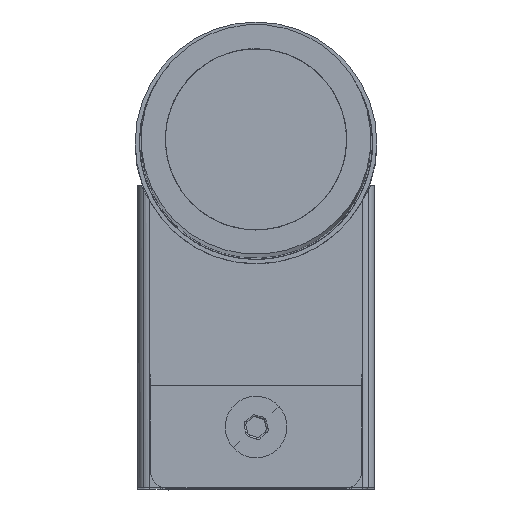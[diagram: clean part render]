
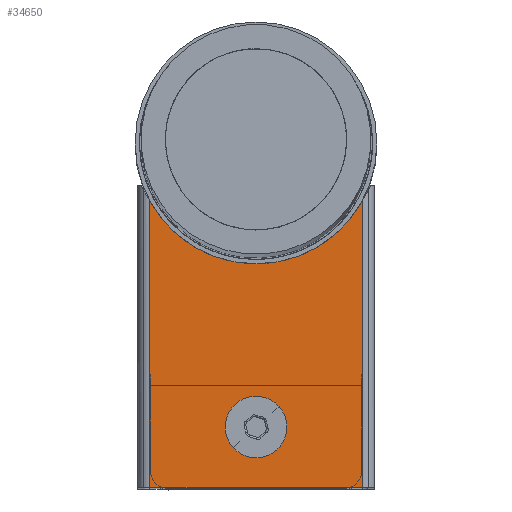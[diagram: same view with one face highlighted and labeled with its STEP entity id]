
A CAD part, top view. The second image highlights one B-rep face of the part: STEP entity #34650.
In plain terms, the highlighted planar face has unit normal (0, 0, 1).
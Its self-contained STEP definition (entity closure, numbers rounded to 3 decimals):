
#633 = EDGE_CURVE ( 'NONE', #71094, #21899, #42675, .T. ) ;
#635 = VERTEX_POINT ( 'NONE', #36161 ) ;
#786 = DIRECTION ( 'NONE',  ( -1., 0., 0. ) ) ;
#3017 = FACE_BOUND ( 'NONE', #17798, .T. ) ;
#3539 = EDGE_CURVE ( 'NONE', #635, #41779, #38397, .T. ) ;
#3607 = LINE ( 'NONE', #51937, #59225 ) ;
#4533 = DIRECTION ( 'NONE',  ( 0., 0., -1. ) ) ;
#6910 = DIRECTION ( 'NONE',  ( 0., 0., -1. ) ) ;
#7662 = CARTESIAN_POINT ( 'NONE',  ( 137.077, 72.927, 118.07 ) ) ;
#8334 = EDGE_CURVE ( 'NONE', #42517, #65203, #3607, .T. ) ;
#9918 = PLANE ( 'NONE',  #12863 ) ;
#10820 = EDGE_LOOP ( 'NONE', ( #25975, #23388, #41666, #68846 ) ) ;
#11729 = ORIENTED_EDGE ( 'NONE', *, *, #19465, .F. ) ;
#12165 = FACE_OUTER_BOUND ( 'NONE', #10820, .T. ) ;
#12232 = CIRCLE ( 'NONE', #33955, 20. ) ;
#12455 = ORIENTED_EDGE ( 'NONE', *, *, #633, .F. ) ;
#12863 = AXIS2_PLACEMENT_3D ( 'NONE', #51400, #4533, #52175 ) ;
#16478 = CARTESIAN_POINT ( 'NONE',  ( 137.09, 25.927, 118.07 ) ) ;
#17798 = EDGE_LOOP ( 'NONE', ( #12455, #11729 ) ) ;
#18498 = DIRECTION ( 'NONE',  ( 1., 0., 0. ) ) ;
#19465 = EDGE_CURVE ( 'NONE', #21899, #71094, #52669, .T. ) ;
#21009 = EDGE_CURVE ( 'NONE', #65203, #41779, #12232, .T. ) ;
#21899 = VERTEX_POINT ( 'NONE', #49042 ) ;
#23175 = DIRECTION ( 'NONE',  ( 0., 1., 0. ) ) ;
#23388 = ORIENTED_EDGE ( 'NONE', *, *, #72135, .F. ) ;
#25655 = VECTOR ( 'NONE', #23175, 1000. ) ;
#25975 = ORIENTED_EDGE ( 'NONE', *, *, #3539, .F. ) ;
#27542 = CARTESIAN_POINT ( 'NONE',  ( 119.523, 63.343, 118.07 ) ) ;
#30894 = AXIS2_PLACEMENT_3D ( 'NONE', #65097, #52463, #31251 ) ;
#31251 = DIRECTION ( 'NONE',  ( 1., 0., 0. ) ) ;
#31703 = DIRECTION ( 'NONE',  ( -1., 0., 0. ) ) ;
#32294 = CARTESIAN_POINT ( 'NONE',  ( 154.649, 15.932, 118.07 ) ) ;
#33955 = AXIS2_PLACEMENT_3D ( 'NONE', #7662, #6910, #786 ) ;
#34650 = ADVANCED_FACE ( 'NONE', ( #3017, #12165 ), #9918, .F. ) ;
#36161 = CARTESIAN_POINT ( 'NONE',  ( 119.536, 15.922, 118.07 ) ) ;
#38397 = LINE ( 'NONE', #47637, #25655 ) ;
#38708 = CARTESIAN_POINT ( 'NONE',  ( 154.637, 63.353, 118.07 ) ) ;
#39919 = DIRECTION ( 'NONE',  ( 0., 0., 1. ) ) ;
#41666 = ORIENTED_EDGE ( 'NONE', *, *, #8334, .T. ) ;
#41779 = VERTEX_POINT ( 'NONE', #27542 ) ;
#42517 = VERTEX_POINT ( 'NONE', #32294 ) ;
#42675 = CIRCLE ( 'NONE', #48945, 2.5 ) ;
#46719 = VECTOR ( 'NONE', #31703, 1000. ) ;
#47637 = CARTESIAN_POINT ( 'NONE',  ( 119.529, 40.922, 118.07 ) ) ;
#48945 = AXIS2_PLACEMENT_3D ( 'NONE', #16478, #39919, #18498 ) ;
#49042 = CARTESIAN_POINT ( 'NONE',  ( 134.59, 25.926, 118.07 ) ) ;
#51400 = CARTESIAN_POINT ( 'NONE',  ( 137.086, 40.927, 118.07 ) ) ;
#51937 = CARTESIAN_POINT ( 'NONE',  ( 154.643, 40.932, 118.07 ) ) ;
#52175 = DIRECTION ( 'NONE',  ( -1., 0., 0. ) ) ;
#52200 = DIRECTION ( 'NONE',  ( 0., 1., 0. ) ) ;
#52463 = DIRECTION ( 'NONE',  ( 0., 0., 1. ) ) ;
#52669 = CIRCLE ( 'NONE', #30894, 2.5 ) ;
#58568 = LINE ( 'NONE', #60710, #46719 ) ;
#59225 = VECTOR ( 'NONE', #52200, 1000. ) ;
#60524 = CARTESIAN_POINT ( 'NONE',  ( 139.59, 25.928, 118.07 ) ) ;
#60710 = CARTESIAN_POINT ( 'NONE',  ( -43.907, 15.879, 118.07 ) ) ;
#65097 = CARTESIAN_POINT ( 'NONE',  ( 137.09, 25.927, 118.07 ) ) ;
#65203 = VERTEX_POINT ( 'NONE', #38708 ) ;
#68846 = ORIENTED_EDGE ( 'NONE', *, *, #21009, .T. ) ;
#71094 = VERTEX_POINT ( 'NONE', #60524 ) ;
#72135 = EDGE_CURVE ( 'NONE', #42517, #635, #58568, .T. ) ;
